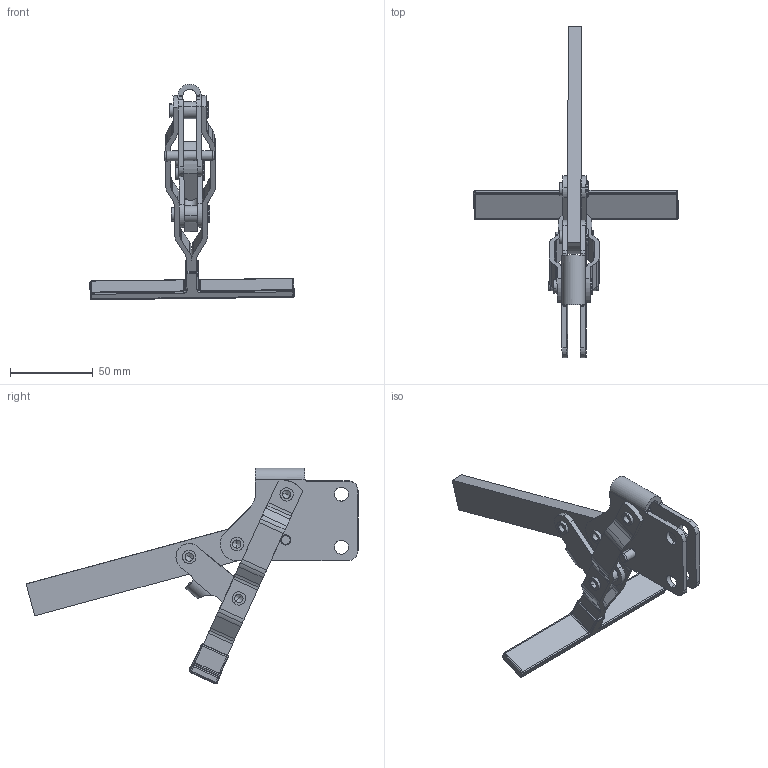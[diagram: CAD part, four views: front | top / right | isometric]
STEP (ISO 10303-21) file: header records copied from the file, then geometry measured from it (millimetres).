
FILE_DESCRIPTION((''),'2;1');
FILE_NAME('214TF.1-opened.stp','2005-09-27T20:46:24',('Kysilko'),(''),'Autodesk Inventor 8','Autodesk Inventor 8','');
FILE_SCHEMA(('AUTOMOTIVE_DESIGN { 1 0 10303 214 1 1 1 1 }'));
Length unit declared in the file: millimetre
Products named in the file (1): Part12
Bounding box: 123.11 x 200.18 x 129.99 mm (x, y, z)
Volume: 75385.1 mm3; surface area: 44232.6 mm2
Topology: 1 solids, 9 shells, 1220 faces, 3815 edges, 2325 vertices
Faces by surface type: plane 674, cone 300, cylinder 181, bspline 41, torus 12, sphere 12
Entity records: 43573 total; most frequent: CARTESIAN_POINT 10086, ORIENTED_EDGE 7598, DIRECTION 7008, EDGE_CURVE 3799, AXIS2_PLACEMENT_3D 2601, VERTEX_POINT 2325, VECTOR 1806, LINE 1806
